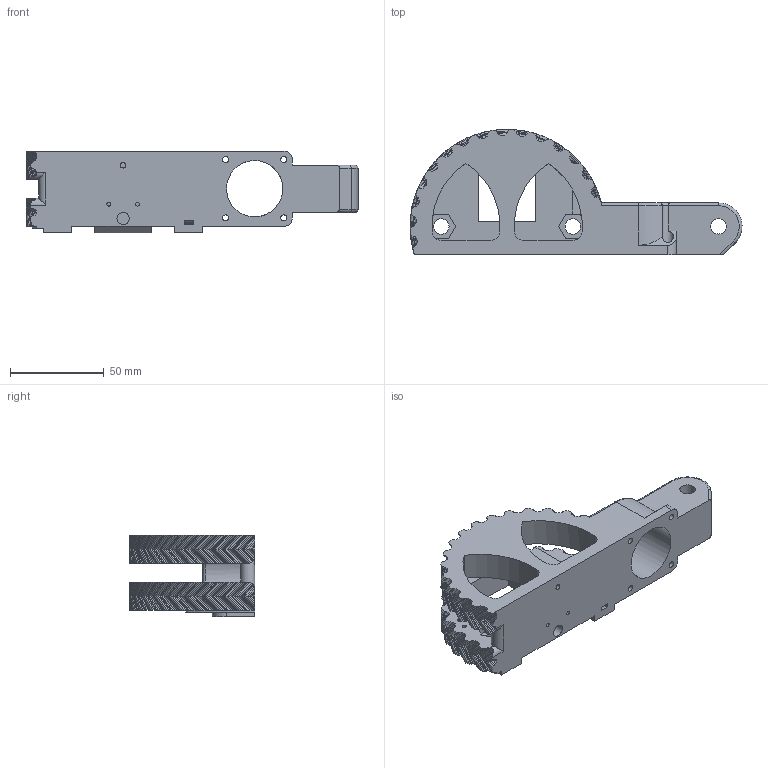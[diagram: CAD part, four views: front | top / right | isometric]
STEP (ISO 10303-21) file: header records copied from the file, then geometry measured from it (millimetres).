
FILE_DESCRIPTION((''),'2;1');
FILE_NAME('MOTOR ARM.ipt.step','2013-11-27T00:13:10',(''),(''),'Autodesk Inventor 2013','Autodesk Inventor 2013','');
FILE_SCHEMA(('AUTOMOTIVE_DESIGN { 1 0 10303 214 1 1 1 1 }'));
Length unit declared in the file: millimetre
Products named in the file (1): MOTOR ARM
Bounding box: 176.65 x 66.67 x 43.5 mm (x, y, z)
Volume: 156080.1 mm3; surface area: 46251.4 mm2
Topology: 1 solids, 1 shells, 1149 faces, 2952 edges, 1805 vertices
Faces by surface type: bspline 1023, plane 66, cylinder 51, torus 9
Full cylindrical faces by diameter (mm): 2 x2, 2.1 x2, 3 x1, 3.2 x4, 6 x4, 6.5 x1, 8.2 x3, 10.3 x1, 30 x1
Entity records: 47592 total; most frequent: CARTESIAN_POINT 25477, ORIENTED_EDGE 5854, EDGE_CURVE 2927, DIRECTION 2062, VERTEX_POINT 1799, VECTOR 1568, LINE 1568, B_SPLINE_CURVE_WITH_KNOTS 1239
